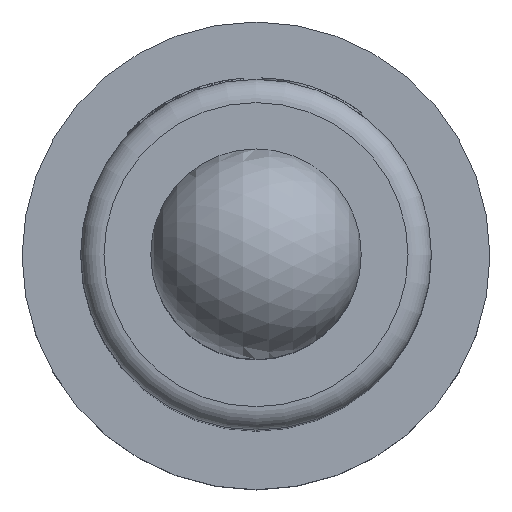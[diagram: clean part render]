
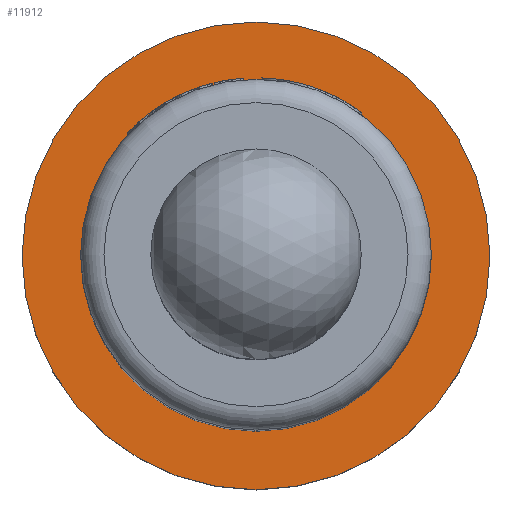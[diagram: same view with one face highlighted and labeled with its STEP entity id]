
A CAD part, top view. The second image highlights one B-rep face of the part: STEP entity #11912.
In plain terms, the highlighted planar face has unit normal (0, 0, 1).
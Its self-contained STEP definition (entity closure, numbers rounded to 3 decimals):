
#86 = CARTESIAN_POINT ( 'NONE',  ( 0., 0., 1.3 ) ) ;
#215 = DIRECTION ( 'NONE',  ( 0., 0., -1. ) ) ;
#817 = CARTESIAN_POINT ( 'NONE',  ( 0., 1., 1.3 ) ) ;
#893 = ORIENTED_EDGE ( 'NONE', *, *, #6894, .F. ) ;
#1806 = PLANE ( 'NONE',  #3013 ) ;
#1889 = CARTESIAN_POINT ( 'NONE',  ( -1., 0., 1.3 ) ) ;
#1959 = VERTEX_POINT ( 'NONE', #3018 ) ;
#2036 = CIRCLE ( 'NONE', #6002, 0.75 ) ;
#2810 = EDGE_CURVE ( 'NONE', #1959, #1959, #2036, .T. ) ;
#3013 = AXIS2_PLACEMENT_3D ( 'NONE', #817, #10850, #4823 ) ;
#3018 = CARTESIAN_POINT ( 'NONE',  ( -0.75, 0., 1.3 ) ) ;
#3242 = EDGE_LOOP ( 'NONE', ( #9726 ) ) ;
#3315 = EDGE_LOOP ( 'NONE', ( #893 ) ) ;
#3825 = CIRCLE ( 'NONE', #11127, 1. ) ;
#4332 = CARTESIAN_POINT ( 'NONE',  ( 0., 0., 1.3 ) ) ;
#4823 = DIRECTION ( 'NONE',  ( 1., 0., 0. ) ) ;
#4838 = VERTEX_POINT ( 'NONE', #1889 ) ;
#6002 = AXIS2_PLACEMENT_3D ( 'NONE', #4332, #8322, #11348 ) ;
#6894 = EDGE_CURVE ( 'NONE', #4838, #4838, #3825, .T. ) ;
#7850 = FACE_BOUND ( 'NONE', #3242, .T. ) ;
#8322 = DIRECTION ( 'NONE',  ( 0., 0., -1. ) ) ;
#9726 = ORIENTED_EDGE ( 'NONE', *, *, #2810, .T. ) ;
#9978 = FACE_OUTER_BOUND ( 'NONE', #3315, .T. ) ;
#10850 = DIRECTION ( 'NONE',  ( 0., 0., 1. ) ) ;
#11127 = AXIS2_PLACEMENT_3D ( 'NONE', #86, #215, #11236 ) ;
#11236 = DIRECTION ( 'NONE',  ( -1., 0., 0. ) ) ;
#11348 = DIRECTION ( 'NONE',  ( -1., 0., 0. ) ) ;
#11912 = ADVANCED_FACE ( 'NONE', ( #7850, #9978 ), #1806, .T. ) ;
